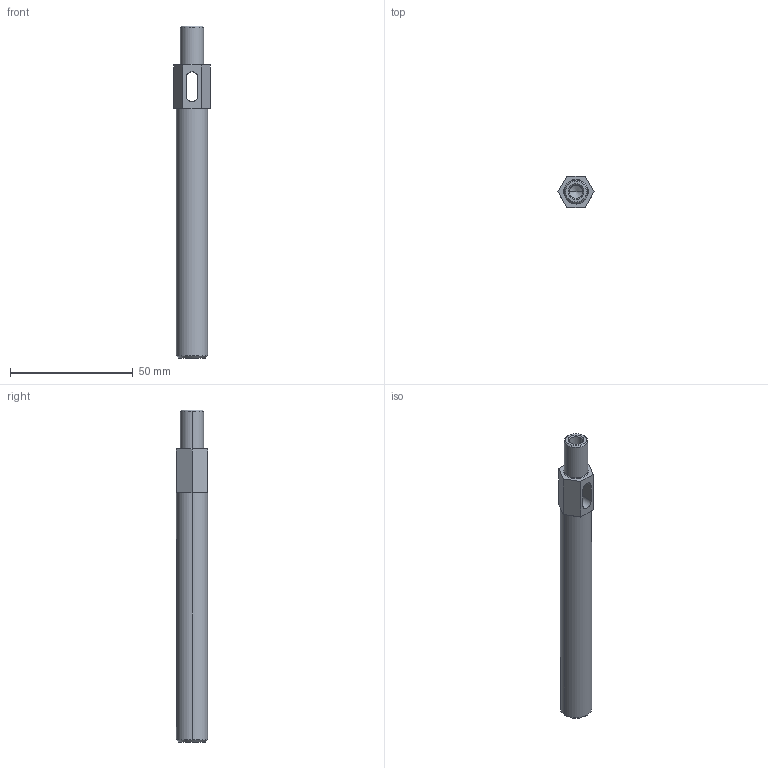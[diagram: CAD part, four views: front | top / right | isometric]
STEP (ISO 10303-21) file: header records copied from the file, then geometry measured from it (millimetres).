
FILE_DESCRIPTION (( 'STEP AP214' ), '1' );
FILE_NAME ('am-2770 Long Shifter Hex Shaft for modulox.STEP', '2014-03-13T15:50:02', ( '' ), ( '' ), 'SwSTEP 2.0', 'SolidWorks 2010', '' );
FILE_SCHEMA (( 'AUTOMOTIVE_DESIGN' ));
Length unit declared in the file: inch
Products named in the file (1): am-2770 Long Shifter Hex Shaft for modulox
Bounding box: 14.66 x 12.7 x 135.2 mm (x, y, z)
Volume: 14553.4 mm3; surface area: 6625.3 mm2
Topology: 1 solids, 1 shells, 43 faces, 102 edges, 62 vertices
Faces by surface type: plane 17, cylinder 14, cone 12
Entity records: 1963 total; most frequent: CARTESIAN_POINT 370, DIRECTION 210, ORIENTED_EDGE 196, EDGE_CURVE 98, AXIS2_PLACEMENT_3D 74, VECTOR 62, LINE 62, VERTEX_POINT 62
